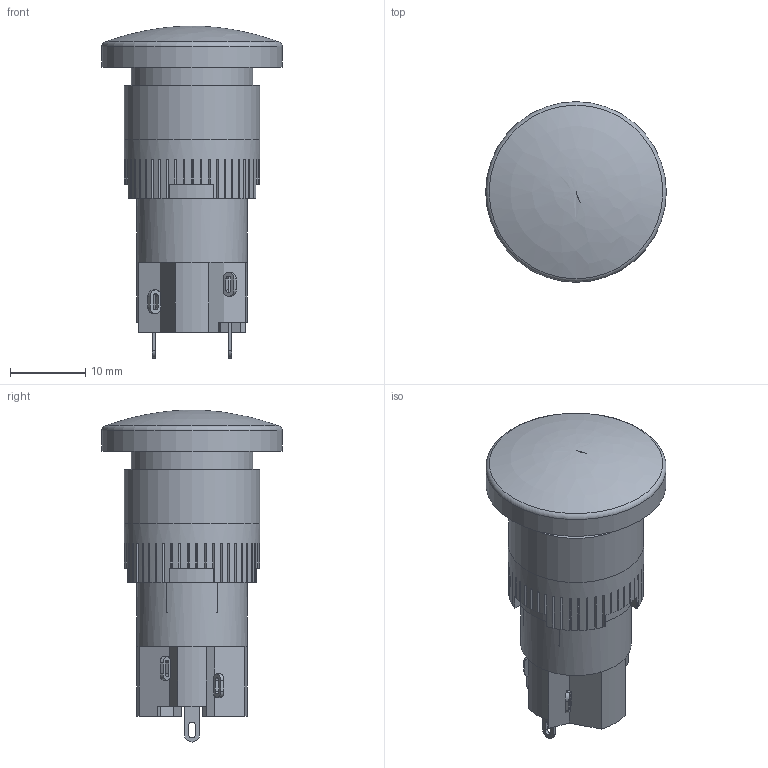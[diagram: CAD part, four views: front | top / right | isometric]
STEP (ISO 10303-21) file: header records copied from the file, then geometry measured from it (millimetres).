
FILE_DESCRIPTION(/* description */ (''),/* implementation_level */ '2;1');
FILE_NAME(/* name */ 'D16xxR1xxxx.stp',/* time_stamp */ '2025-05-16T14:25:03-05:00',/* author */ ('mroman'),/* organization */ (''),/* preprocessor_version */ 'ST-DEVELOPER v18.1',/* originating_system */ 'Autodesk Inventor 2022',/* authorisation */ '');
FILE_SCHEMA (('AUTOMOTIVE_DESIGN { 1 0 10303 214 3 1 1 }'));
Length unit declared in the file: centimetre
Products named in the file (1): D16xxR1xxxx
Bounding box: 24 x 24 x 44.13 mm (x, y, z)
Volume: 7754.8 mm3; surface area: 5360.3 mm2
Topology: 2 solids, 4 shells, 494 faces, 1382 edges, 916 vertices
Faces by surface type: plane 365, cylinder 72, bspline 55, torus 1, cone 1
Full cylindrical faces by diameter (mm): 3.2 x2, 3.5 x1, 8.4 x1, 14.7 x1, 16.1 x1, 18 x2, 24 x1
Entity records: 16935 total; most frequent: CARTESIAN_POINT 4259, ORIENTED_EDGE 2762, DIRECTION 2437, EDGE_CURVE 1381, LINE 983, VECTOR 983, VERTEX_POINT 916, AXIS2_PLACEMENT_3D 727
